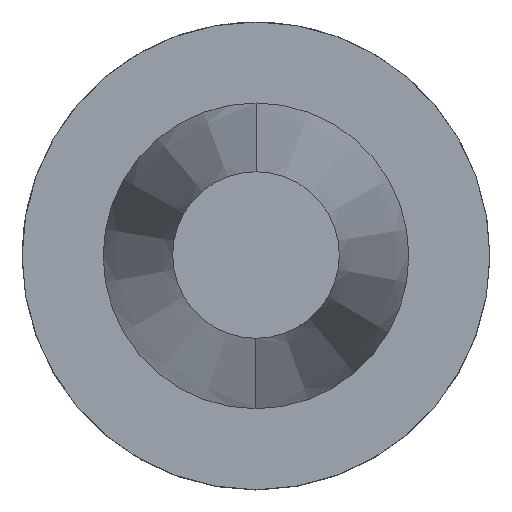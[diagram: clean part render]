
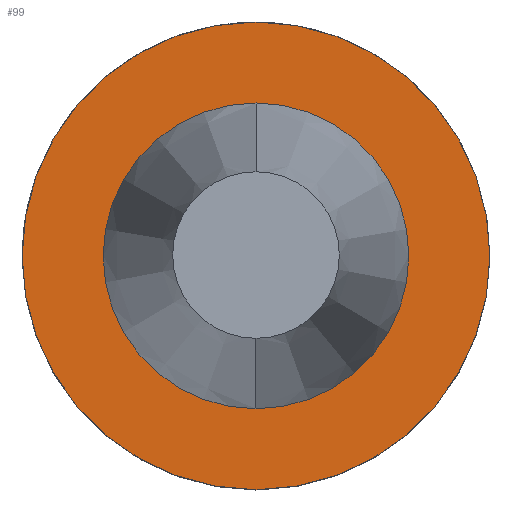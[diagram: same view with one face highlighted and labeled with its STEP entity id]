
A CAD part, top view. The second image highlights one B-rep face of the part: STEP entity #99.
In plain terms, the highlighted planar face has unit normal (0, 0, 1).
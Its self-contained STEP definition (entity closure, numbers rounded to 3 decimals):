
#99=ADVANCED_FACE('',(#138,#139),#128,.F.);
#128=PLANE('',#448);
#138=FACE_BOUND('',#176,.T.);
#139=FACE_BOUND('',#177,.T.);
#176=EDGE_LOOP('',(#224));
#177=EDGE_LOOP('',(#225,#226));
#224=ORIENTED_EDGE('',*,*,#348,.T.);
#225=ORIENTED_EDGE('',*,*,#349,.T.);
#226=ORIENTED_EDGE('',*,*,#350,.T.);
#312=VERTEX_POINT('',#643);
#313=VERTEX_POINT('',#645);
#314=VERTEX_POINT('',#646);
#348=EDGE_CURVE('',#312,#312,#392,.T.);
#349=EDGE_CURVE('',#313,#314,#393,.T.);
#350=EDGE_CURVE('',#314,#313,#394,.T.);
#392=CIRCLE('',#445,25.);
#393=CIRCLE('',#446,16.342);
#394=CIRCLE('',#447,16.342);
#445=AXIS2_PLACEMENT_3D('',#642,#510,#511);
#446=AXIS2_PLACEMENT_3D('',#644,#512,#513);
#447=AXIS2_PLACEMENT_3D('',#647,#514,#515);
#448=AXIS2_PLACEMENT_3D('',#648,#516,#517);
#510=DIRECTION('',(0.,0.,1.));
#511=DIRECTION('',(-1.,0.,0.));
#512=DIRECTION('',(0.,0.,-1.));
#513=DIRECTION('',(-1.,0.,0.));
#514=DIRECTION('',(0.,0.,-1.));
#515=DIRECTION('',(-1.,0.,0.));
#516=DIRECTION('',(0.,0.,-1.));
#517=DIRECTION('',(0.,-1.,0.));
#642=CARTESIAN_POINT('',(0.,0.,-3.2));
#643=CARTESIAN_POINT('',(-25.,0.,-3.2));
#644=CARTESIAN_POINT('',(0.,0.,-3.2));
#645=CARTESIAN_POINT('',(0.,-16.342,-3.2));
#646=CARTESIAN_POINT('',(0.,16.342,-3.2));
#647=CARTESIAN_POINT('',(0.,0.,-3.2));
#648=CARTESIAN_POINT('',(0.,0.,-3.2));
